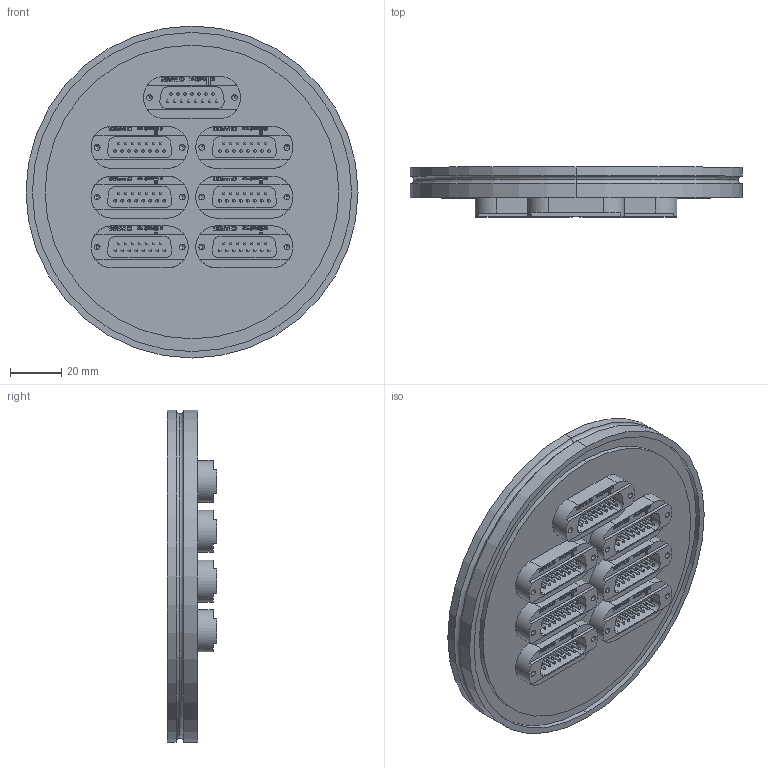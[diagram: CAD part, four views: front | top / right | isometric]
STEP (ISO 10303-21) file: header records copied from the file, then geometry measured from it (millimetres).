
FILE_DESCRIPTION (( 'STEP AP214' ), '1' );
FILE_NAME ('210-D15-ISO100-7.step', '2025-02-17T20:23:16', ( '' ), ( '' ), 'SwSTEP 2.0', 'SolidWorks 2022', '' );
FILE_SCHEMA (( 'AUTOMOTIVE_DESIGN' ));
Length unit declared in the file: millimetre
Products named in the file (5): 218-D9-37-SS_218-D15-SS; 210-D15-ISO100-7; 9210-PIN-FENI_Pin vergoldet; 9210-D15-ISO100-7_DN100 ISO-K; 9218-D9-37-SS-V22_15pin 1mm beschr. allectra
Assembly tree (24 placements, depth 3):
  210-D15-ISO100-7
    9210-D15-ISO100-7_DN100 ISO-K
    218-D9-37-SS_218-D15-SS  x7
      9218-D9-37-SS-V22_15pin 1mm beschr. allectra
      9210-PIN-FENI_Pin vergoldet
Bounding box: 130 x 19.5 x 130 mm (x, y, z)
Volume: 138699.8 mm3; surface area: 65622.7 mm2
Topology: 113 solids, 113 shells, 2392 faces, 6567 edges, 4320 vertices
Faces by surface type: plane 1013, cylinder 906, sphere 210, bspline 189, cone 56, torus 18
Entity records: 12185 total; most frequent: CARTESIAN_POINT 3552, ORIENTED_EDGE 1718, DIRECTION 1715, EDGE_CURVE 859, AXIS2_PLACEMENT_3D 583, VERTEX_POINT 568, LINE 549, VECTOR 549
